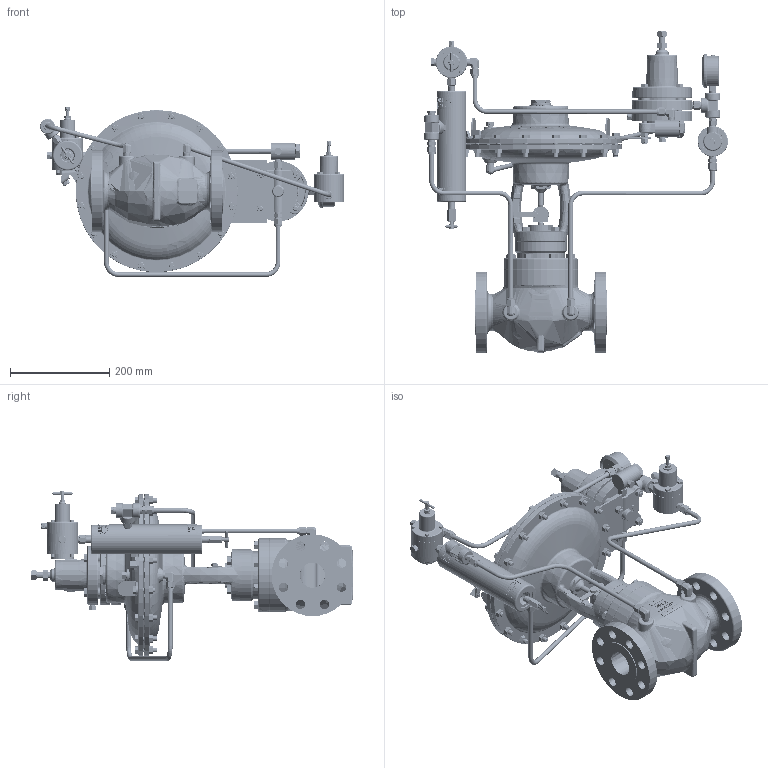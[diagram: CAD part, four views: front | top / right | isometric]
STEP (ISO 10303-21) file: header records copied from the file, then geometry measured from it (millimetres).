
FILE_DESCRIPTION (( 'STEP AP214' ), '1' );
FILE_NAME ('CVC2300RF30-HPPR.STEP', '2021-08-24T14:56:33', ( '' ), ( '' ), 'SwSTEP 2.0', 'SolidWorks 2019', '' );
FILE_SCHEMA (( 'AUTOMOTIVE_DESIGN' ));
Length unit declared in the file: inch
Products named in the file (1): CVC2300RF30-HPPR
Bounding box: 612.93 x 651.22 x 342.84 mm (x, y, z)
Volume: 11050728.2 mm3; surface area: 1145124.7 mm2
Topology: 7 solids, 16 shells, 9411 faces, 24157 edges, 15198 vertices
Faces by surface type: plane 3740, bspline 2729, cone 1177, cylinder 1141, torus 512, sphere 112
Entity records: 645208 total; most frequent: CARTESIAN_POINT 378441, ORIENTED_EDGE 48054, DIRECTION 33797, EDGE_CURVE 24027, VERTEX_POINT 15194, AXIS2_PLACEMENT_3D 11910, EDGE_LOOP 10073, LINE 9977
